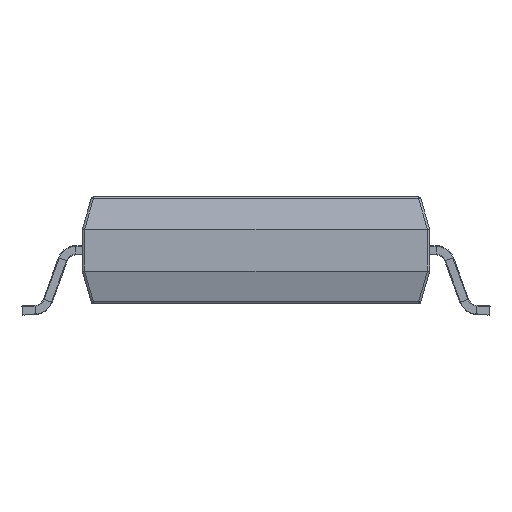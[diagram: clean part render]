
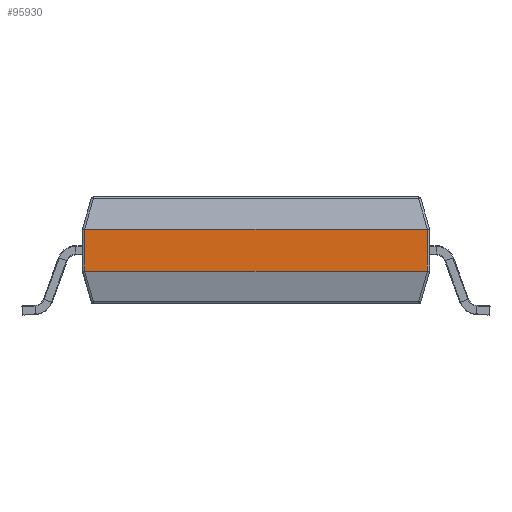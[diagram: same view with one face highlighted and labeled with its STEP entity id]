
A CAD part, front view. The second image highlights one B-rep face of the part: STEP entity #95930.
In plain terms, the highlighted planar face has unit normal (0, -1, 0).
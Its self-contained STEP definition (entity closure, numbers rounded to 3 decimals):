
#1423 = VERTEX_POINT ( 'NONE', #96194 ) ;
#2866 = EDGE_CURVE ( 'NONE', #1423, #6278, #51394, .T. ) ;
#4619 = EDGE_CURVE ( 'NONE', #6278, #30499, #88677, .T. ) ;
#6278 = VERTEX_POINT ( 'NONE', #22102 ) ;
#7927 = CARTESIAN_POINT ( 'NONE',  ( 3.7, -7.7, 0.75 ) ) ;
#15578 = PLANE ( 'NONE',  #35985 ) ;
#16104 = DIRECTION ( 'NONE',  ( 0., 0., 1. ) ) ;
#22102 = CARTESIAN_POINT ( 'NONE',  ( -3.7, -7.7, 0.75 ) ) ;
#25788 = CARTESIAN_POINT ( 'NONE',  ( -3.75, -7.7, 0.75 ) ) ;
#28476 = CARTESIAN_POINT ( 'NONE',  ( 3.7, -7.7, 2.35 ) ) ;
#28743 = LINE ( 'NONE', #44126, #59252 ) ;
#30499 = VERTEX_POINT ( 'NONE', #7927 ) ;
#31944 = CARTESIAN_POINT ( 'NONE',  ( -3.75, -7.7, 2.35 ) ) ;
#34122 = EDGE_CURVE ( 'NONE', #30499, #72784, #76008, .T. ) ;
#35985 = AXIS2_PLACEMENT_3D ( 'NONE', #31944, #87148, #16104 ) ;
#39601 = CARTESIAN_POINT ( 'NONE',  ( 3.7, -7.7, 1.65 ) ) ;
#43306 = VECTOR ( 'NONE', #57058, 1000. ) ;
#44126 = CARTESIAN_POINT ( 'NONE',  ( -3.75, -7.7, 1.65 ) ) ;
#48865 = ORIENTED_EDGE ( 'NONE', *, *, #85795, .T. ) ;
#51394 = LINE ( 'NONE', #69239, #100147 ) ;
#57058 = DIRECTION ( 'NONE',  ( 1., 0., 0. ) ) ;
#58741 = VECTOR ( 'NONE', #59724, 1000. ) ;
#59252 = VECTOR ( 'NONE', #67141, 1000. ) ;
#59724 = DIRECTION ( 'NONE',  ( 0., 0., 1. ) ) ;
#60089 = DIRECTION ( 'NONE',  ( 0., 0., -1. ) ) ;
#60406 = ORIENTED_EDGE ( 'NONE', *, *, #34122, .T. ) ;
#63137 = ORIENTED_EDGE ( 'NONE', *, *, #2866, .T. ) ;
#66654 = ORIENTED_EDGE ( 'NONE', *, *, #4619, .T. ) ;
#67141 = DIRECTION ( 'NONE',  ( -1., 0., 0. ) ) ;
#69239 = CARTESIAN_POINT ( 'NONE',  ( -3.7, -7.7, 2.35 ) ) ;
#72784 = VERTEX_POINT ( 'NONE', #39601 ) ;
#76008 = LINE ( 'NONE', #28476, #58741 ) ;
#85795 = EDGE_CURVE ( 'NONE', #72784, #1423, #28743, .T. ) ;
#87148 = DIRECTION ( 'NONE',  ( 0., 1., 0. ) ) ;
#88677 = LINE ( 'NONE', #25788, #43306 ) ;
#95449 = FACE_OUTER_BOUND ( 'NONE', #97118, .T. ) ;
#95930 = ADVANCED_FACE ( 'NONE', ( #95449 ), #15578, .F. ) ;
#96194 = CARTESIAN_POINT ( 'NONE',  ( -3.7, -7.7, 1.65 ) ) ;
#97118 = EDGE_LOOP ( 'NONE', ( #48865, #63137, #66654, #60406 ) ) ;
#100147 = VECTOR ( 'NONE', #60089, 1000. ) ;
